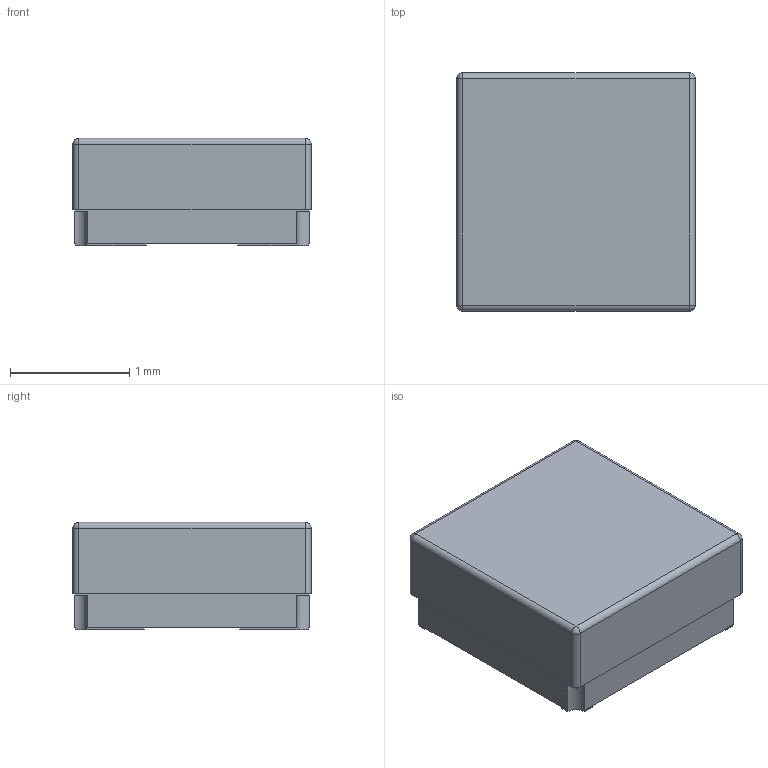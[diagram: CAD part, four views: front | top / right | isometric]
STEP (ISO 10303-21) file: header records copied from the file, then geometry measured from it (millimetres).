
FILE_DESCRIPTION(/* description */ ('Unknown'),/* implementation_level */ '2;1');
FILE_NAME(/* name */ '5871024147F',/* time_stamp */ '2024-12-04T07:34:48+02:00',/* author */ ('Unknown'),/* organization */ ('Unknown'),/* preprocessor_version */ 'ST-DEVELOPER v18.102',/* originating_system */ 'Solid Edge',/* authorisation */ 'Unknown');
FILE_SCHEMA (('AUTOMOTIVE_DESIGN {1 0 10303 214 3 1 1}'));
Length unit declared in the file: millimetre
Products named in the file (1): 5871024147F
Bounding box: 2 x 2 x 0.9 mm (x, y, z)
Volume: 3.5 mm3; surface area: 14.9 mm2
Topology: 1 solids, 1 shells, 68 faces, 187 edges, 118 vertices
Faces by surface type: plane 52, cylinder 12, sphere 4
Entity records: 2602 total; most frequent: CARTESIAN_POINT 370, ORIENTED_EDGE 366, DIRECTION 351, EDGE_CURVE 183, LINE 153, VECTOR 153, VERTEX_POINT 118, AXIS2_PLACEMENT_3D 99
